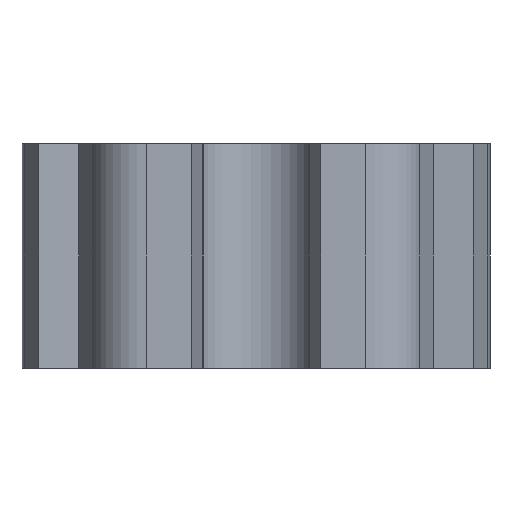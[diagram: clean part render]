
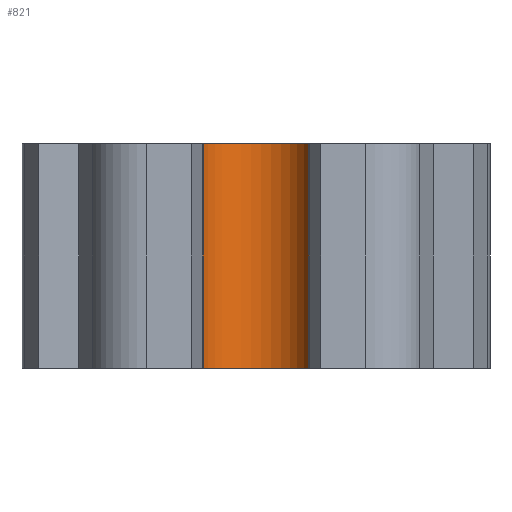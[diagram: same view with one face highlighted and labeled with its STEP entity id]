
A CAD part, front view. The second image highlights one B-rep face of the part: STEP entity #821.
In plain terms, the highlighted cylindrical face has radius 2.1 mm (diameter 4.2 mm), a partial arc.
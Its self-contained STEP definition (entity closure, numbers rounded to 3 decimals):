
#25=CIRCLE('',#874,2.1);
#47=CIRCLE('',#897,2.1);
#64=CYLINDRICAL_SURFACE('',#919,2.1);
#243=ORIENTED_EDGE('',*,*,#358,.T.);
#244=ORIENTED_EDGE('',*,*,#425,.T.);
#245=ORIENTED_EDGE('',*,*,#396,.F.);
#246=ORIENTED_EDGE('',*,*,#426,.T.);
#358=EDGE_CURVE('',#478,#477,#25,.T.);
#396=EDGE_CURVE('',#508,#509,#47,.T.);
#425=EDGE_CURVE('',#477,#509,#587,.T.);
#426=EDGE_CURVE('',#508,#478,#588,.F.);
#477=VERTEX_POINT('',#1274);
#478=VERTEX_POINT('',#1276);
#508=VERTEX_POINT('',#1344);
#509=VERTEX_POINT('',#1346);
#587=LINE('',#1404,#667);
#588=LINE('',#1405,#668);
#667=VECTOR('',#1138,1000.);
#668=VECTOR('',#1139,1000.);
#710=EDGE_LOOP('',(#243,#244,#245,#246));
#756=FACE_BOUND('',#710,.T.);
#821=ADVANCED_FACE('',(#756),#64,.F.);
#874=AXIS2_PLACEMENT_3D('',#1275,#1008,#1009);
#897=AXIS2_PLACEMENT_3D('',#1345,#1070,#1071);
#919=AXIS2_PLACEMENT_3D('',#1403,#1136,#1137);
#1008=DIRECTION('',(0.,0.,1.));
#1009=DIRECTION('',(-0.809,0.588,0.));
#1070=DIRECTION('',(0.,0.,1.));
#1071=DIRECTION('',(-0.809,0.588,0.));
#1136=DIRECTION('',(0.,0.,-1.));
#1137=DIRECTION('',(0.809,-0.588,0.));
#1138=DIRECTION('',(0.,0.,-1.));
#1139=DIRECTION('',(0.,0.,-1.));
#1274=CARTESIAN_POINT('',(-1.922,-5.44,8.));
#1275=CARTESIAN_POINT('',(0.,-4.594,8.));
#1276=CARTESIAN_POINT('',(1.922,-5.44,8.));
#1344=CARTESIAN_POINT('',(1.922,-5.44,0.));
#1345=CARTESIAN_POINT('',(0.,-4.594,0.));
#1346=CARTESIAN_POINT('',(-1.922,-5.44,0.));
#1403=CARTESIAN_POINT('',(0.,-4.594,8.));
#1404=CARTESIAN_POINT('',(-1.922,-5.44,8.));
#1405=CARTESIAN_POINT('',(1.922,-5.44,8.));
